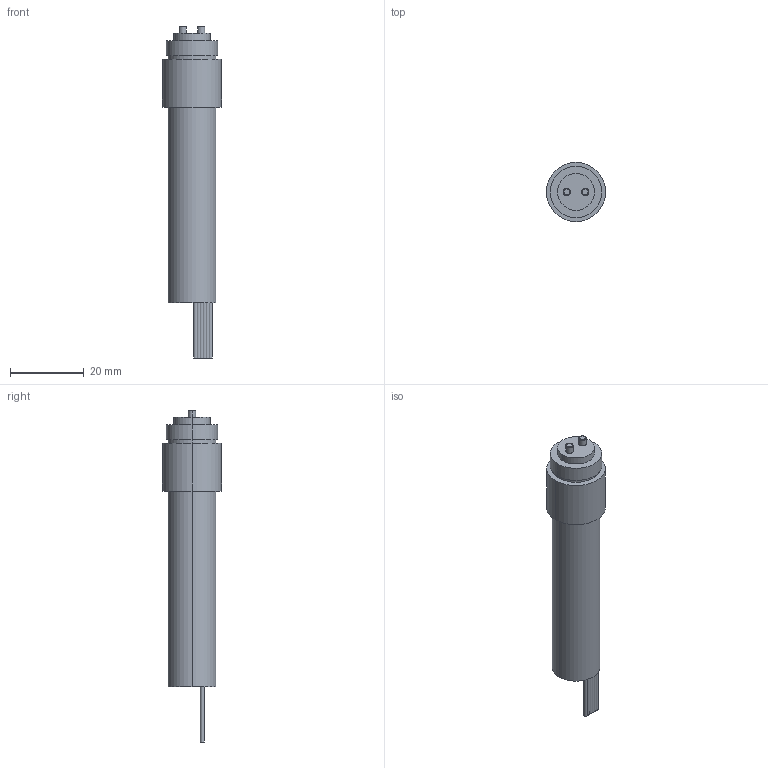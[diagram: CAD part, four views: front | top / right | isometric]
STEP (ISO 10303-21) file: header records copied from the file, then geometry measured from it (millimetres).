
FILE_DESCRIPTION (( 'STEP AP203' ), '1' );
FILE_NAME ('20-019398.step', '2022-03-22T13:45:28', ( '' ), ( '' ), 'SwSTEP 2.0', 'SolidWorks 2021', '' );
FILE_SCHEMA (( 'CONFIG_CONTROL_DESIGN' ));
Length unit declared in the file: millimetre
Products named in the file (1): 20-019398
Bounding box: 16 x 16 x 90 mm (x, y, z)
Volume: 10631.8 mm3; surface area: 3752.5 mm2
Topology: 1 solids, 1 shells, 38 faces, 83 edges, 54 vertices
Faces by surface type: cylinder 25, plane 9, torus 4
Entity records: 1150 total; most frequent: DIRECTION 219, CARTESIAN_POINT 176, ORIENTED_EDGE 166, AXIS2_PLACEMENT_3D 97, EDGE_CURVE 83, CIRCLE 58, VERTEX_POINT 54, EDGE_LOOP 45
